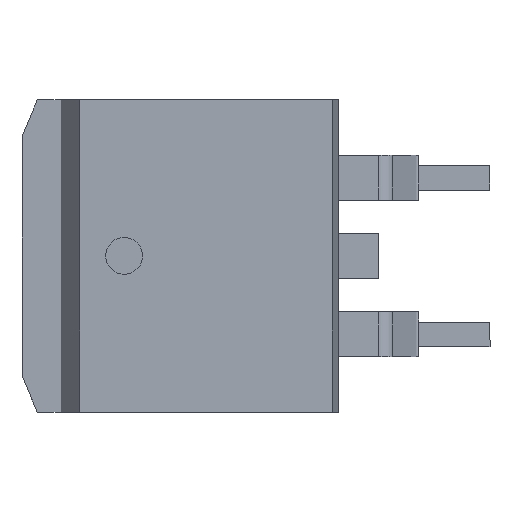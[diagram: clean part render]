
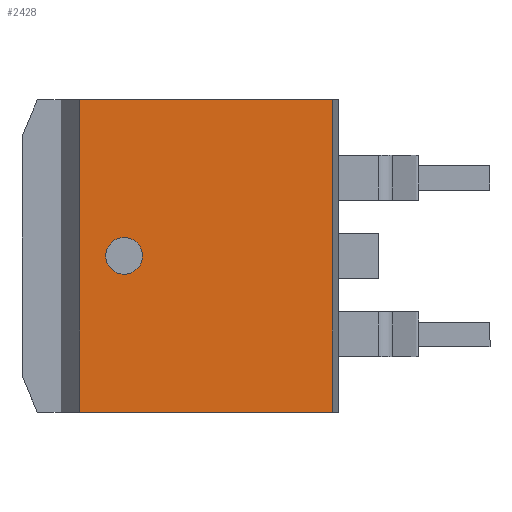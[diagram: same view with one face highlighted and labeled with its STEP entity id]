
A CAD part, top view. The second image highlights one B-rep face of the part: STEP entity #2428.
In plain terms, the highlighted planar face has unit normal (0, 0, 1).
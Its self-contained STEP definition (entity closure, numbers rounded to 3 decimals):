
#10 = ORIENTED_EDGE ( 'NONE', *, *, #475, .F. ) ;
#106 = DIRECTION ( 'NONE',  ( 0., 1., 0. ) ) ;
#107 = CARTESIAN_POINT ( 'NONE',  ( -2.457, 0., 4.55 ) ) ;
#130 = DIRECTION ( 'NONE',  ( 0., 0., 1. ) ) ;
#132 = VERTEX_POINT ( 'NONE', #5782 ) ;
#407 = FACE_BOUND ( 'NONE', #5889, .T. ) ;
#475 = EDGE_CURVE ( 'NONE', #4667, #4586, #2489, .T. ) ;
#494 = VERTEX_POINT ( 'NONE', #3265 ) ;
#499 = ORIENTED_EDGE ( 'NONE', *, *, #3577, .T. ) ;
#522 = DIRECTION ( 'NONE',  ( 1., 0., 0. ) ) ;
#601 = ORIENTED_EDGE ( 'NONE', *, *, #5273, .F. ) ;
#684 = EDGE_LOOP ( 'NONE', ( #601, #4793, #499, #766 ) ) ;
#760 = AXIS2_PLACEMENT_3D ( 'NONE', #107, #130, #5076 ) ;
#766 = ORIENTED_EDGE ( 'NONE', *, *, #5912, .T. ) ;
#886 = LINE ( 'NONE', #4177, #6057 ) ;
#917 = LINE ( 'NONE', #5359, #1217 ) ;
#1144 = VECTOR ( 'NONE', #522, 1000. ) ;
#1217 = VECTOR ( 'NONE', #2363, 1000. ) ;
#1364 = AXIS2_PLACEMENT_3D ( 'NONE', #2116, #2178, #106 ) ;
#1730 = DIRECTION ( 'NONE',  ( 0., 0., 1. ) ) ;
#1886 = VECTOR ( 'NONE', #5226, 1000. ) ;
#2116 = CARTESIAN_POINT ( 'NONE',  ( 0., 0., 4.55 ) ) ;
#2178 = DIRECTION ( 'NONE',  ( 0., 0., 1. ) ) ;
#2221 = CARTESIAN_POINT ( 'NONE',  ( -2.457, 0., 4.55 ) ) ;
#2363 = DIRECTION ( 'NONE',  ( 0., 1., 0. ) ) ;
#2428 = ADVANCED_FACE ( 'NONE', ( #407, #5167 ), #4176, .T. ) ;
#2489 = CIRCLE ( 'NONE', #4143, 0.596 ) ;
#2632 = LINE ( 'NONE', #5857, #1144 ) ;
#3121 = VERTEX_POINT ( 'NONE', #5096 ) ;
#3164 = CARTESIAN_POINT ( 'NONE',  ( -4.5, 5.075, 4.55 ) ) ;
#3265 = CARTESIAN_POINT ( 'NONE',  ( -3.9, -5.075, 4.55 ) ) ;
#3317 = EDGE_CURVE ( 'NONE', #494, #3121, #2632, .T. ) ;
#3577 = EDGE_CURVE ( 'NONE', #3121, #5890, #917, .T. ) ;
#3715 = DIRECTION ( 'NONE',  ( 0., 1., 0. ) ) ;
#3770 = LINE ( 'NONE', #3164, #1886 ) ;
#4027 = CARTESIAN_POINT ( 'NONE',  ( -2.457, 0.596, 4.55 ) ) ;
#4143 = AXIS2_PLACEMENT_3D ( 'NONE', #2221, #1730, #5246 ) ;
#4176 = PLANE ( 'NONE',  #1364 ) ;
#4177 = CARTESIAN_POINT ( 'NONE',  ( -3.9, -5.075, 4.55 ) ) ;
#4553 = ORIENTED_EDGE ( 'NONE', *, *, #5152, .F. ) ;
#4586 = VERTEX_POINT ( 'NONE', #6219 ) ;
#4667 = VERTEX_POINT ( 'NONE', #4027 ) ;
#4793 = ORIENTED_EDGE ( 'NONE', *, *, #3317, .T. ) ;
#5076 = DIRECTION ( 'NONE',  ( 0., 1., 0. ) ) ;
#5096 = CARTESIAN_POINT ( 'NONE',  ( 4.3, -5.075, 4.55 ) ) ;
#5152 = EDGE_CURVE ( 'NONE', #4586, #4667, #6373, .T. ) ;
#5167 = FACE_OUTER_BOUND ( 'NONE', #684, .T. ) ;
#5226 = DIRECTION ( 'NONE',  ( -1., 0., 0. ) ) ;
#5246 = DIRECTION ( 'NONE',  ( 0., 1., 0. ) ) ;
#5273 = EDGE_CURVE ( 'NONE', #494, #132, #886, .T. ) ;
#5359 = CARTESIAN_POINT ( 'NONE',  ( 4.3, -5.075, 4.55 ) ) ;
#5693 = CARTESIAN_POINT ( 'NONE',  ( 4.3, 5.075, 4.55 ) ) ;
#5782 = CARTESIAN_POINT ( 'NONE',  ( -3.9, 5.075, 4.55 ) ) ;
#5857 = CARTESIAN_POINT ( 'NONE',  ( -4.5, -5.075, 4.55 ) ) ;
#5889 = EDGE_LOOP ( 'NONE', ( #10, #4553 ) ) ;
#5890 = VERTEX_POINT ( 'NONE', #5693 ) ;
#5912 = EDGE_CURVE ( 'NONE', #5890, #132, #3770, .T. ) ;
#6057 = VECTOR ( 'NONE', #3715, 1000. ) ;
#6219 = CARTESIAN_POINT ( 'NONE',  ( -2.457, -0.596, 4.55 ) ) ;
#6373 = CIRCLE ( 'NONE', #760, 0.596 ) ;
